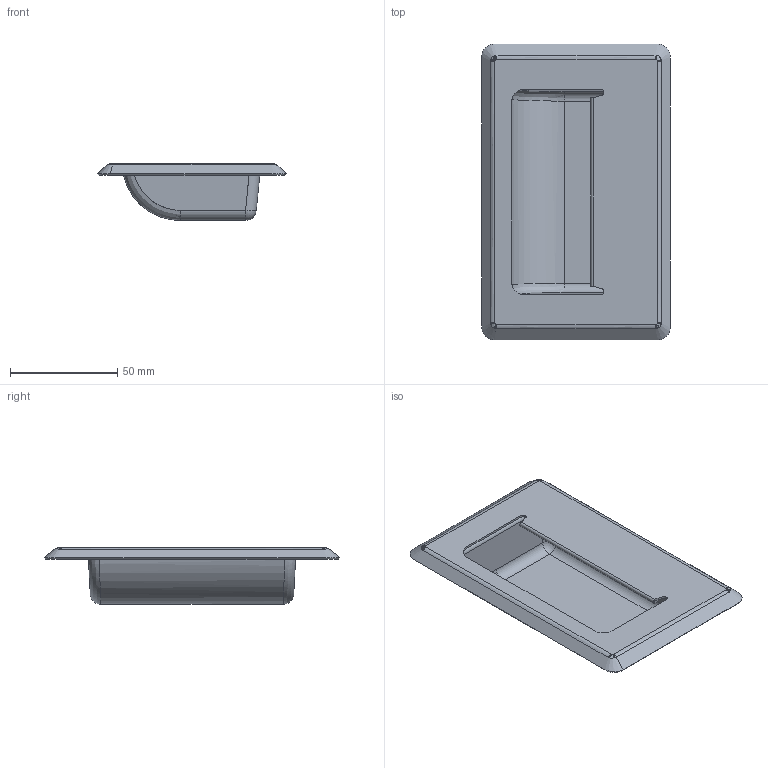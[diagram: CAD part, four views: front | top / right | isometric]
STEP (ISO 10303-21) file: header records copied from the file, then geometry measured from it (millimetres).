
FILE_DESCRIPTION (( 'STEP AP203' ), '1' );
FILE_NAME ('AL-380.1100A.01 Ðó÷êà.STEP', '2023-09-14T06:51:25', ( '' ), ( '' ), 'SwSTEP 2.0', 'SolidWorks 2021', '' );
FILE_SCHEMA (( 'CONFIG_CONTROL_DESIGN' ));
Length unit declared in the file: millimetre
Products named in the file (1): AL-380.1100A.01 Ðó÷êà
Bounding box: 88 x 138 x 26.5 mm (x, y, z)
Volume: 17172.8 mm3; surface area: 50948.4 mm2
Topology: 6 solids, 6 shells, 523 faces, 1252 edges, 722 vertices
Faces by surface type: bspline 158, cylinder 144, plane 123, sphere 58, cone 40
Entity records: 29156 total; most frequent: CARTESIAN_POINT 18127, ORIENTED_EDGE 2448, DIRECTION 2094, EDGE_CURVE 1224, AXIS2_PLACEMENT_3D 862, VERTEX_POINT 714, EDGE_LOOP 542, FACE_OUTER_BOUND 523
